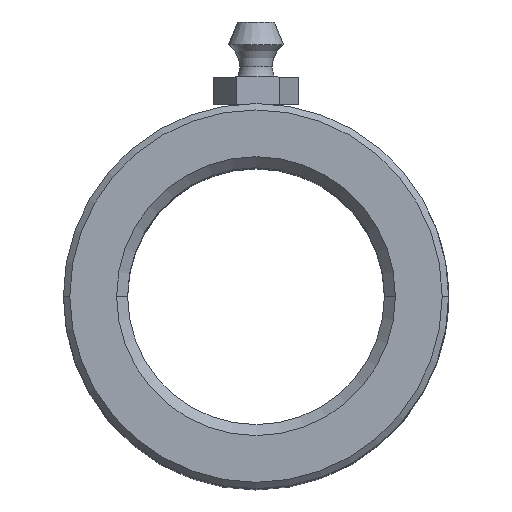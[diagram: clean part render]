
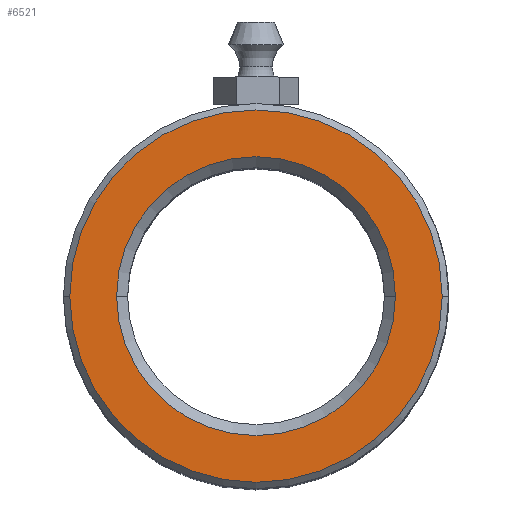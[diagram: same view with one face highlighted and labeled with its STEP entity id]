
A CAD part, top view. The second image highlights one B-rep face of the part: STEP entity #6521.
In plain terms, the highlighted planar face has unit normal (0, 0, 1).
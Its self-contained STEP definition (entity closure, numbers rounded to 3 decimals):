
#118 = CIRCLE ( 'NONE', #2221, 15.2 ) ;
#298 = ORIENTED_EDGE ( 'NONE', *, *, #2998, .T. ) ;
#304 = DIRECTION ( 'NONE',  ( 0., 0., 1. ) ) ;
#326 = DIRECTION ( 'NONE',  ( 1., 0., 0. ) ) ;
#368 = DIRECTION ( 'NONE',  ( 0., 0., -1. ) ) ;
#698 = EDGE_LOOP ( 'NONE', ( #298, #4146 ) ) ;
#720 = DIRECTION ( 'NONE',  ( 1., 0., 0. ) ) ;
#1190 = CIRCLE ( 'NONE', #1434, 20.3 ) ;
#1411 = PLANE ( 'NONE',  #5236 ) ;
#1434 = AXIS2_PLACEMENT_3D ( 'NONE', #1765, #2833, #720 ) ;
#1730 = CARTESIAN_POINT ( 'NONE',  ( 15.2, 0., 80. ) ) ;
#1740 = CARTESIAN_POINT ( 'NONE',  ( 0., 0., 80. ) ) ;
#1765 = CARTESIAN_POINT ( 'NONE',  ( 0., 0., 80. ) ) ;
#2221 = AXIS2_PLACEMENT_3D ( 'NONE', #1740, #3818, #6000 ) ;
#2527 = DIRECTION ( 'NONE',  ( 1., 0., 0. ) ) ;
#2603 = CARTESIAN_POINT ( 'NONE',  ( 20.3, 0., 80. ) ) ;
#2778 = CARTESIAN_POINT ( 'NONE',  ( -20.3, 0., 80. ) ) ;
#2833 = DIRECTION ( 'NONE',  ( 0., 0., 1. ) ) ;
#2998 = EDGE_CURVE ( 'NONE', #6336, #3799, #3442, .T. ) ;
#3040 = CARTESIAN_POINT ( 'NONE',  ( 0., 0., 80. ) ) ;
#3375 = EDGE_CURVE ( 'NONE', #4625, #4115, #1190, .T. ) ;
#3391 = CARTESIAN_POINT ( 'NONE',  ( -15.2, 0., 80. ) ) ;
#3442 = CIRCLE ( 'NONE', #6091, 15.2 ) ;
#3509 = ORIENTED_EDGE ( 'NONE', *, *, #3375, .T. ) ;
#3799 = VERTEX_POINT ( 'NONE', #3391 ) ;
#3818 = DIRECTION ( 'NONE',  ( 0., 0., -1. ) ) ;
#4115 = VERTEX_POINT ( 'NONE', #2778 ) ;
#4146 = ORIENTED_EDGE ( 'NONE', *, *, #4181, .T. ) ;
#4181 = EDGE_CURVE ( 'NONE', #3799, #6336, #118, .T. ) ;
#4273 = CIRCLE ( 'NONE', #6530, 20.3 ) ;
#4358 = ORIENTED_EDGE ( 'NONE', *, *, #6456, .T. ) ;
#4625 = VERTEX_POINT ( 'NONE', #2603 ) ;
#4945 = FACE_OUTER_BOUND ( 'NONE', #6888, .T. ) ;
#5148 = CARTESIAN_POINT ( 'NONE',  ( 0., 0., 80. ) ) ;
#5236 = AXIS2_PLACEMENT_3D ( 'NONE', #5148, #304, #326 ) ;
#5616 = DIRECTION ( 'NONE',  ( 1., 0., 0. ) ) ;
#6000 = DIRECTION ( 'NONE',  ( 1., 0., 0. ) ) ;
#6091 = AXIS2_PLACEMENT_3D ( 'NONE', #3040, #368, #2527 ) ;
#6127 = DIRECTION ( 'NONE',  ( 0., 0., 1. ) ) ;
#6336 = VERTEX_POINT ( 'NONE', #1730 ) ;
#6364 = FACE_BOUND ( 'NONE', #698, .T. ) ;
#6456 = EDGE_CURVE ( 'NONE', #4115, #4625, #4273, .T. ) ;
#6521 = ADVANCED_FACE ( 'NONE', ( #4945, #6364 ), #1411, .T. ) ;
#6530 = AXIS2_PLACEMENT_3D ( 'NONE', #6716, #6127, #5616 ) ;
#6716 = CARTESIAN_POINT ( 'NONE',  ( 0., 0., 80. ) ) ;
#6888 = EDGE_LOOP ( 'NONE', ( #4358, #3509 ) ) ;
